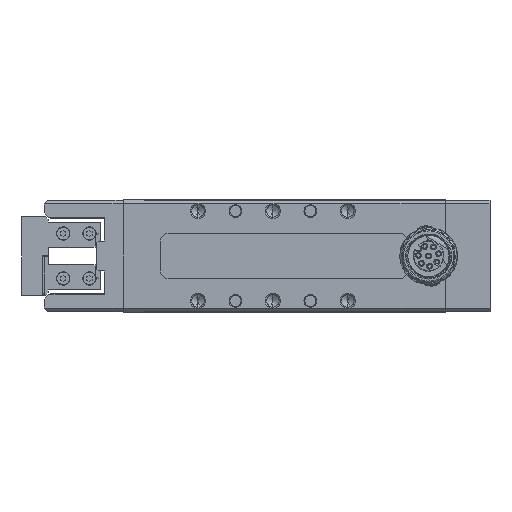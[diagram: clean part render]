
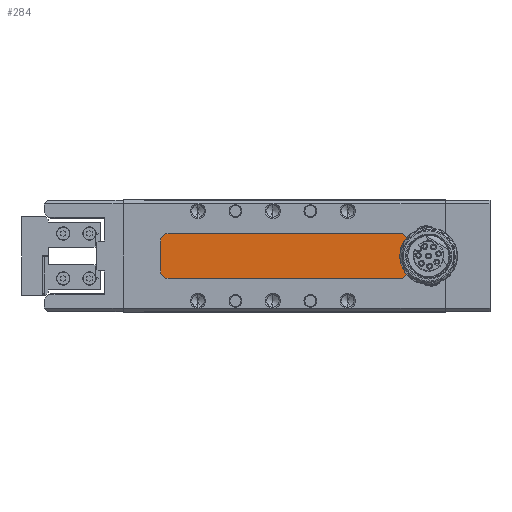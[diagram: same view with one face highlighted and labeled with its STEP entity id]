
A CAD part, left-side view. The second image highlights one B-rep face of the part: STEP entity #284.
In plain terms, the highlighted face is planar.
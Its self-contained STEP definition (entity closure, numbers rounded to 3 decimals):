
#284 = ADVANCED_FACE ( 'NONE', ( #29016 ), #15893, .T. ) ;
#1230 = EDGE_CURVE ( 'NONE', #36018, #36890, #45401, .T. ) ;
#4069 = AXIS2_PLACEMENT_3D ( 'NONE', #10246, #34883, #51847 ) ;
#4071 = ORIENTED_EDGE ( 'NONE', *, *, #19652, .T. ) ;
#4628 = CARTESIAN_POINT ( 'NONE',  ( 28.3, 76., -6. ) ) ;
#5253 = CARTESIAN_POINT ( 'NONE',  ( 28.3, 76., -4. ) ) ;
#5635 = CARTESIAN_POINT ( 'NONE',  ( 28.3, 74., 4. ) ) ;
#6182 = DIRECTION ( 'NONE',  ( 1., 0., 0. ) ) ;
#6939 = ORIENTED_EDGE ( 'NONE', *, *, #24806, .T. ) ;
#6953 = ORIENTED_EDGE ( 'NONE', *, *, #9304, .F. ) ;
#7106 = DIRECTION ( 'NONE',  ( 0., 0., 1. ) ) ;
#8863 = ORIENTED_EDGE ( 'NONE', *, *, #16881, .T. ) ;
#9304 = EDGE_CURVE ( 'NONE', #24024, #25084, #21509, .T. ) ;
#9989 = CARTESIAN_POINT ( 'NONE',  ( 28.3, 12., 4. ) ) ;
#10200 = CARTESIAN_POINT ( 'NONE',  ( 28.3, 12., -4. ) ) ;
#10246 = CARTESIAN_POINT ( 'NONE',  ( 28.3, 74., -4. ) ) ;
#11207 = CARTESIAN_POINT ( 'NONE',  ( 28.3, 10., -6. ) ) ;
#11242 = EDGE_LOOP ( 'NONE', ( #48461, #4071, #6953, #6939, #51444, #8863, #40647, #51950 ) ) ;
#11658 = CARTESIAN_POINT ( 'NONE',  ( 28.3, 12., 6. ) ) ;
#12066 = AXIS2_PLACEMENT_3D ( 'NONE', #53385, #32569, #49833 ) ;
#13964 = CARTESIAN_POINT ( 'NONE',  ( 28.3, 76., -6. ) ) ;
#14846 = DIRECTION ( 'NONE',  ( 1., 0., 0. ) ) ;
#15893 = PLANE ( 'NONE',  #12066 ) ;
#16881 = EDGE_CURVE ( 'NONE', #21393, #36890, #48612, .T. ) ;
#17262 = VERTEX_POINT ( 'NONE', #5253 ) ;
#18219 = DIRECTION ( 'NONE',  ( 1., 0., 0. ) ) ;
#18256 = CARTESIAN_POINT ( 'NONE',  ( 28.3, 74., -6. ) ) ;
#18889 = CARTESIAN_POINT ( 'NONE',  ( 28.3, 10., 4. ) ) ;
#19652 = EDGE_CURVE ( 'NONE', #43907, #25084, #21345, .T. ) ;
#20487 = LINE ( 'NONE', #11207, #37741 ) ;
#21345 = CIRCLE ( 'NONE', #39669, 2. ) ;
#21393 = VERTEX_POINT ( 'NONE', #26352 ) ;
#21509 = LINE ( 'NONE', #25607, #51954 ) ;
#24024 = VERTEX_POINT ( 'NONE', #11658 ) ;
#24586 = DIRECTION ( 'NONE',  ( 0., -1., 0. ) ) ;
#24806 = EDGE_CURVE ( 'NONE', #24024, #48981, #30969, .T. ) ;
#25084 = VERTEX_POINT ( 'NONE', #46604 ) ;
#25607 = CARTESIAN_POINT ( 'NONE',  ( 28.3, 76., 6. ) ) ;
#26352 = CARTESIAN_POINT ( 'NONE',  ( 28.3, 10., -4. ) ) ;
#27626 = CIRCLE ( 'NONE', #4069, 2. ) ;
#29016 = FACE_OUTER_BOUND ( 'NONE', #11242, .T. ) ;
#30251 = DIRECTION ( 'NONE',  ( 0., 0., -1. ) ) ;
#30969 = CIRCLE ( 'NONE', #52822, 2. ) ;
#31462 = VECTOR ( 'NONE', #24586, 1000. ) ;
#32569 = DIRECTION ( 'NONE',  ( 1., 0., 0. ) ) ;
#34883 = DIRECTION ( 'NONE',  ( 1., 0., 0. ) ) ;
#36018 = VERTEX_POINT ( 'NONE', #18256 ) ;
#36890 = VERTEX_POINT ( 'NONE', #47654 ) ;
#37741 = VECTOR ( 'NONE', #7106, 1000. ) ;
#39669 = AXIS2_PLACEMENT_3D ( 'NONE', #5635, #6182, #51603 ) ;
#39674 = DIRECTION ( 'NONE',  ( 0., 0., -1. ) ) ;
#39862 = EDGE_CURVE ( 'NONE', #43907, #17262, #47889, .T. ) ;
#40002 = EDGE_CURVE ( 'NONE', #21393, #48981, #20487, .T. ) ;
#40141 = CARTESIAN_POINT ( 'NONE',  ( 28.3, 76., 4. ) ) ;
#40647 = ORIENTED_EDGE ( 'NONE', *, *, #1230, .F. ) ;
#42110 = VECTOR ( 'NONE', #39674, 1000. ) ;
#43595 = DIRECTION ( 'NONE',  ( 0., 0., -1. ) ) ;
#43907 = VERTEX_POINT ( 'NONE', #40141 ) ;
#44297 = EDGE_CURVE ( 'NONE', #36018, #17262, #27626, .T. ) ;
#45401 = LINE ( 'NONE', #4628, #31462 ) ;
#46604 = CARTESIAN_POINT ( 'NONE',  ( 28.3, 74., 6. ) ) ;
#46949 = DIRECTION ( 'NONE',  ( 0., 1., 0. ) ) ;
#47654 = CARTESIAN_POINT ( 'NONE',  ( 28.3, 12., -6. ) ) ;
#47889 = LINE ( 'NONE', #13964, #42110 ) ;
#48461 = ORIENTED_EDGE ( 'NONE', *, *, #39862, .F. ) ;
#48612 = CIRCLE ( 'NONE', #49480, 2. ) ;
#48981 = VERTEX_POINT ( 'NONE', #18889 ) ;
#49480 = AXIS2_PLACEMENT_3D ( 'NONE', #10200, #14846, #43595 ) ;
#49833 = DIRECTION ( 'NONE',  ( 0., 0., 1. ) ) ;
#51444 = ORIENTED_EDGE ( 'NONE', *, *, #40002, .F. ) ;
#51603 = DIRECTION ( 'NONE',  ( 0., 0., -1. ) ) ;
#51847 = DIRECTION ( 'NONE',  ( 0., 0., -1. ) ) ;
#51950 = ORIENTED_EDGE ( 'NONE', *, *, #44297, .T. ) ;
#51954 = VECTOR ( 'NONE', #46949, 1000. ) ;
#52822 = AXIS2_PLACEMENT_3D ( 'NONE', #9989, #18219, #30251 ) ;
#53385 = CARTESIAN_POINT ( 'NONE',  ( 28.3, 0., 0. ) ) ;
